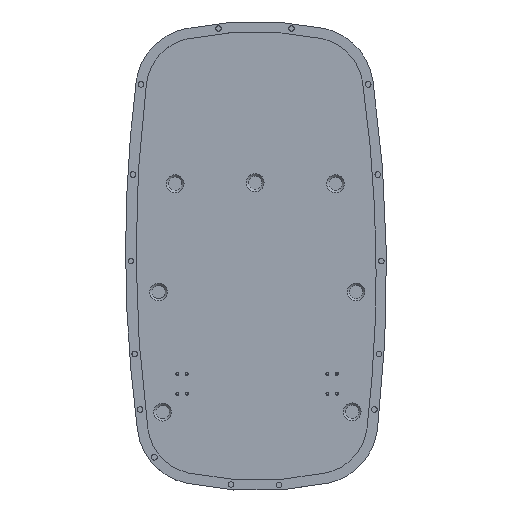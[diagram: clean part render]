
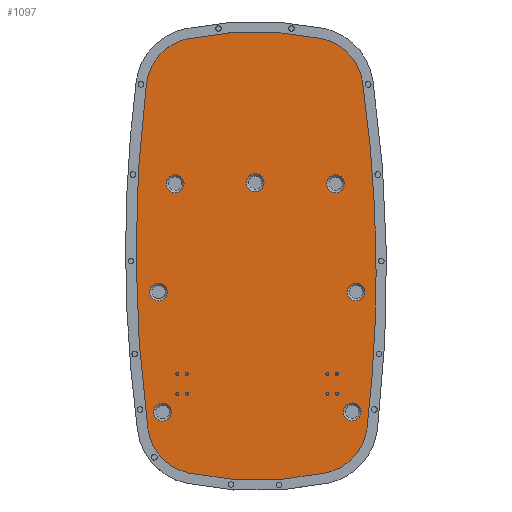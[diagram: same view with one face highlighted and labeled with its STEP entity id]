
A CAD part, top view. The second image highlights one B-rep face of the part: STEP entity #1097.
In plain terms, the highlighted planar face has unit normal (0, 0, 1).
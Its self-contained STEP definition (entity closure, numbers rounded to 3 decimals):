
#709=CARTESIAN_POINT('',(68.502,14.133,20.));
#710=VERTEX_POINT('',#709);
#717=CARTESIAN_POINT('',(-63.659,13.964,20.));
#718=VERTEX_POINT('',#717);
#719=CARTESIAN_POINT('',(2.034,316.924,20.));
#720=DIRECTION('',(0.,0.,1.));
#721=DIRECTION('',(1.,0.,-0.));
#722=AXIS2_PLACEMENT_3D('',#719,#720,#721);
#723=CIRCLE('',#722,310.);
#724=EDGE_CURVE('',#718,#710,#723,.T.);
#741=CARTESIAN_POINT('',(107.446,57.193,20.));
#742=VERTEX_POINT('',#741);
#749=CARTESIAN_POINT('',(57.781,62.97,20.));
#750=DIRECTION('',(0.,0.,1.));
#751=DIRECTION('',(1.,0.,-0.));
#752=AXIS2_PLACEMENT_3D('',#749,#750,#751);
#753=CIRCLE('',#752,50.);
#754=EDGE_CURVE('',#710,#742,#753,.T.);
#765=CARTESIAN_POINT('',(116.087,206.244,20.));
#766=VERTEX_POINT('',#765);
#774=CARTESIAN_POINT('',(103.147,388.495,20.));
#775=VERTEX_POINT('',#774);
#782=CARTESIAN_POINT('',(-1173.825,206.244,20.));
#783=DIRECTION('',(0.,0.,1.));
#784=DIRECTION('',(1.,0.,-0.));
#785=AXIS2_PLACEMENT_3D('',#782,#783,#784);
#786=CIRCLE('',#785,1289.912);
#787=EDGE_CURVE('',#766,#775,#786,.T.);
#798=CARTESIAN_POINT('',(63.878,430.373,20.));
#799=VERTEX_POINT('',#798);
#806=CARTESIAN_POINT('',(53.648,381.431,20.));
#807=DIRECTION('',(0.,0.,1.));
#808=DIRECTION('',(1.,0.,-0.));
#809=AXIS2_PLACEMENT_3D('',#806,#807,#808);
#810=CIRCLE('',#809,50.);
#811=EDGE_CURVE('',#775,#799,#810,.T.);
#823=CARTESIAN_POINT('',(-64.957,429.951,20.));
#824=VERTEX_POINT('',#823);
#831=CARTESIAN_POINT('',(0.455,126.93,20.));
#832=DIRECTION('',(0.,0.,1.));
#833=DIRECTION('',(1.,0.,-0.));
#834=AXIS2_PLACEMENT_3D('',#831,#832,#833);
#835=CIRCLE('',#834,310.);
#836=EDGE_CURVE('',#799,#824,#835,.T.);
#848=CARTESIAN_POINT('',(-104.02,387.284,20.));
#849=VERTEX_POINT('',#848);
#856=CARTESIAN_POINT('',(-54.407,381.076,20.));
#857=DIRECTION('',(0.,0.,1.));
#858=DIRECTION('',(1.,0.,-0.));
#859=AXIS2_PLACEMENT_3D('',#856,#857,#858);
#860=CIRCLE('',#859,50.);
#861=EDGE_CURVE('',#824,#849,#860,.T.);
#873=CARTESIAN_POINT('',(-102.623,56.203,20.));
#874=VERTEX_POINT('',#873);
#881=CARTESIAN_POINT('',(1175.913,227.142,20.));
#882=DIRECTION('',(0.,0.,1.));
#883=DIRECTION('',(1.,0.,-0.));
#884=AXIS2_PLACEMENT_3D('',#881,#882,#883);
#885=CIRCLE('',#884,1289.912);
#886=EDGE_CURVE('',#849,#874,#885,.T.);
#899=CARTESIAN_POINT('',(-53.063,62.829,20.));
#900=DIRECTION('',(0.,0.,1.));
#901=DIRECTION('',(1.,0.,-0.));
#902=AXIS2_PLACEMENT_3D('',#899,#900,#901);
#903=CIRCLE('',#902,50.);
#904=EDGE_CURVE('',#874,#718,#903,.T.);
#910=CARTESIAN_POINT('',(-110.765,18.685,20.));
#911=DIRECTION('',(0.,0.,1.));
#912=DIRECTION('',(1.,0.,0.));
#913=AXIS2_PLACEMENT_3D('',#910,#911,#912);
#914=PLANE('',#913);
#915=CARTESIAN_POINT('',(79.946,109.,20.));
#916=VERTEX_POINT('',#915);
#917=CARTESIAN_POINT('',(78.496,109.,20.));
#918=DIRECTION('',(0.,0.,1.));
#919=DIRECTION('',(1.,0.,-0.));
#920=AXIS2_PLACEMENT_3D('',#917,#918,#919);
#921=CIRCLE('',#920,1.45);
#922=EDGE_CURVE('',#916,#916,#921,.T.);
#923=ORIENTED_EDGE('',*,*,#922,.F.);
#924=EDGE_LOOP('',(#923));
#925=FACE_BOUND('',#924,.T.);
#926=CARTESIAN_POINT('',(70.946,90.,20.));
#927=VERTEX_POINT('',#926);
#928=CARTESIAN_POINT('',(69.496,90.,20.));
#929=DIRECTION('',(0.,0.,1.));
#930=DIRECTION('',(1.,0.,-0.));
#931=AXIS2_PLACEMENT_3D('',#928,#929,#930);
#932=CIRCLE('',#931,1.45);
#933=EDGE_CURVE('',#927,#927,#932,.T.);
#934=ORIENTED_EDGE('',*,*,#933,.F.);
#935=EDGE_LOOP('',(#934));
#936=FACE_BOUND('',#935,.T.);
#937=CARTESIAN_POINT('',(79.946,90.,20.));
#938=VERTEX_POINT('',#937);
#939=CARTESIAN_POINT('',(78.496,90.,20.));
#940=DIRECTION('',(0.,0.,1.));
#941=DIRECTION('',(1.,0.,-0.));
#942=AXIS2_PLACEMENT_3D('',#939,#940,#941);
#943=CIRCLE('',#942,1.45);
#944=EDGE_CURVE('',#938,#938,#943,.T.);
#945=ORIENTED_EDGE('',*,*,#944,.F.);
#946=EDGE_LOOP('',(#945));
#947=FACE_BOUND('',#946,.T.);
#948=CARTESIAN_POINT('',(70.946,109.,20.));
#949=VERTEX_POINT('',#948);
#950=CARTESIAN_POINT('',(69.496,109.,20.));
#951=DIRECTION('',(0.,0.,1.));
#952=DIRECTION('',(1.,0.,-0.));
#953=AXIS2_PLACEMENT_3D('',#950,#951,#952);
#954=CIRCLE('',#953,1.45);
#955=EDGE_CURVE('',#949,#949,#954,.T.);
#956=ORIENTED_EDGE('',*,*,#955,.F.);
#957=EDGE_LOOP('',(#956));
#958=FACE_BOUND('',#957,.T.);
#959=CARTESIAN_POINT('',(-63.923,109.,20.));
#960=VERTEX_POINT('',#959);
#961=CARTESIAN_POINT('',(-65.373,109.,20.));
#962=DIRECTION('',(0.,0.,1.));
#963=DIRECTION('',(1.,0.,-0.));
#964=AXIS2_PLACEMENT_3D('',#961,#962,#963);
#965=CIRCLE('',#964,1.45);
#966=EDGE_CURVE('',#960,#960,#965,.T.);
#967=ORIENTED_EDGE('',*,*,#966,.F.);
#968=EDGE_LOOP('',(#967));
#969=FACE_BOUND('',#968,.T.);
#970=CARTESIAN_POINT('',(-72.923,90.,20.));
#971=VERTEX_POINT('',#970);
#972=CARTESIAN_POINT('',(-74.373,90.,20.));
#973=DIRECTION('',(0.,0.,1.));
#974=DIRECTION('',(1.,0.,-0.));
#975=AXIS2_PLACEMENT_3D('',#972,#973,#974);
#976=CIRCLE('',#975,1.45);
#977=EDGE_CURVE('',#971,#971,#976,.T.);
#978=ORIENTED_EDGE('',*,*,#977,.F.);
#979=EDGE_LOOP('',(#978));
#980=FACE_BOUND('',#979,.T.);
#981=CARTESIAN_POINT('',(-72.923,109.,20.));
#982=VERTEX_POINT('',#981);
#983=CARTESIAN_POINT('',(-74.373,109.,20.));
#984=DIRECTION('',(0.,0.,1.));
#985=DIRECTION('',(1.,0.,-0.));
#986=AXIS2_PLACEMENT_3D('',#983,#984,#985);
#987=CIRCLE('',#986,1.45);
#988=EDGE_CURVE('',#982,#982,#987,.T.);
#989=ORIENTED_EDGE('',*,*,#988,.F.);
#990=EDGE_LOOP('',(#989));
#991=FACE_BOUND('',#990,.T.);
#992=CARTESIAN_POINT('',(-63.923,90.,20.));
#993=VERTEX_POINT('',#992);
#994=CARTESIAN_POINT('',(-65.373,90.,20.));
#995=DIRECTION('',(0.,0.,1.));
#996=DIRECTION('',(1.,0.,-0.));
#997=AXIS2_PLACEMENT_3D('',#994,#995,#996);
#998=CIRCLE('',#997,1.45);
#999=EDGE_CURVE('',#993,#993,#998,.T.);
#1000=ORIENTED_EDGE('',*,*,#999,.F.);
#1001=EDGE_LOOP('',(#1000));
#1002=FACE_BOUND('',#1001,.T.);
#1003=CARTESIAN_POINT('',(85.778,291.254,20.));
#1004=VERTEX_POINT('',#1003);
#1005=CARTESIAN_POINT('',(77.278,291.254,20.));
#1006=DIRECTION('',(0.,0.,1.));
#1007=DIRECTION('',(1.,0.,-0.));
#1008=AXIS2_PLACEMENT_3D('',#1005,#1006,#1007);
#1009=CIRCLE('',#1008,8.5);
#1010=EDGE_CURVE('',#1004,#1004,#1009,.T.);
#1011=ORIENTED_EDGE('',*,*,#1010,.F.);
#1012=EDGE_LOOP('',(#1011));
#1013=FACE_BOUND('',#1012,.T.);
#1014=CARTESIAN_POINT('',(-79.977,72.27,20.));
#1015=VERTEX_POINT('',#1014);
#1016=CARTESIAN_POINT('',(-88.477,72.27,20.));
#1017=DIRECTION('',(0.,0.,1.));
#1018=DIRECTION('',(1.,0.,-0.));
#1019=AXIS2_PLACEMENT_3D('',#1016,#1017,#1018);
#1020=CIRCLE('',#1019,8.5);
#1021=EDGE_CURVE('',#1015,#1015,#1020,.T.);
#1022=ORIENTED_EDGE('',*,*,#1021,.F.);
#1023=EDGE_LOOP('',(#1022));
#1024=FACE_BOUND('',#1023,.T.);
#1025=CARTESIAN_POINT('',(101.725,72.7,20.));
#1026=VERTEX_POINT('',#1025);
#1027=CARTESIAN_POINT('',(93.225,72.7,20.));
#1028=DIRECTION('',(0.,0.,1.));
#1029=DIRECTION('',(1.,0.,-0.));
#1030=AXIS2_PLACEMENT_3D('',#1027,#1028,#1029);
#1031=CIRCLE('',#1030,8.5);
#1032=EDGE_CURVE('',#1026,#1026,#1031,.T.);
#1033=ORIENTED_EDGE('',*,*,#1032,.F.);
#1034=EDGE_LOOP('',(#1033));
#1035=FACE_BOUND('',#1034,.T.);
#1036=CARTESIAN_POINT('',(-83.867,187.374,20.));
#1037=VERTEX_POINT('',#1036);
#1038=CARTESIAN_POINT('',(-92.367,187.374,20.));
#1039=DIRECTION('',(0.,0.,1.));
#1040=DIRECTION('',(1.,0.,-0.));
#1041=AXIS2_PLACEMENT_3D('',#1038,#1039,#1040);
#1042=CIRCLE('',#1041,8.5);
#1043=EDGE_CURVE('',#1037,#1037,#1042,.T.);
#1044=ORIENTED_EDGE('',*,*,#1043,.F.);
#1045=EDGE_LOOP('',(#1044));
#1046=FACE_BOUND('',#1045,.T.);
#1047=CARTESIAN_POINT('',(8.758,292.254,20.));
#1048=VERTEX_POINT('',#1047);
#1049=CARTESIAN_POINT('',(0.258,292.254,20.));
#1050=DIRECTION('',(0.,0.,1.));
#1051=DIRECTION('',(1.,0.,-0.));
#1052=AXIS2_PLACEMENT_3D('',#1049,#1050,#1051);
#1053=CIRCLE('',#1052,8.5);
#1054=EDGE_CURVE('',#1048,#1048,#1053,.T.);
#1055=ORIENTED_EDGE('',*,*,#1054,.F.);
#1056=EDGE_LOOP('',(#1055));
#1057=FACE_BOUND('',#1056,.T.);
#1058=CARTESIAN_POINT('',(105.403,187.581,20.));
#1059=VERTEX_POINT('',#1058);
#1060=CARTESIAN_POINT('',(96.903,187.581,20.));
#1061=DIRECTION('',(0.,0.,1.));
#1062=DIRECTION('',(1.,0.,-0.));
#1063=AXIS2_PLACEMENT_3D('',#1060,#1061,#1062);
#1064=CIRCLE('',#1063,8.5);
#1065=EDGE_CURVE('',#1059,#1059,#1064,.T.);
#1066=ORIENTED_EDGE('',*,*,#1065,.F.);
#1067=EDGE_LOOP('',(#1066));
#1068=FACE_BOUND('',#1067,.T.);
#1069=CARTESIAN_POINT('',(-67.974,291.254,20.));
#1070=VERTEX_POINT('',#1069);
#1071=CARTESIAN_POINT('',(-76.474,291.254,20.));
#1072=DIRECTION('',(0.,0.,1.));
#1073=DIRECTION('',(1.,0.,-0.));
#1074=AXIS2_PLACEMENT_3D('',#1071,#1072,#1073);
#1075=CIRCLE('',#1074,8.5);
#1076=EDGE_CURVE('',#1070,#1070,#1075,.T.);
#1077=ORIENTED_EDGE('',*,*,#1076,.F.);
#1078=EDGE_LOOP('',(#1077));
#1079=FACE_BOUND('',#1078,.T.);
#1080=ORIENTED_EDGE('',*,*,#724,.T.);
#1081=ORIENTED_EDGE('',*,*,#754,.T.);
#1082=CARTESIAN_POINT('',(-1173.825,206.244,20.));
#1083=DIRECTION('',(0.,0.,1.));
#1084=DIRECTION('',(1.,0.,-0.));
#1085=AXIS2_PLACEMENT_3D('',#1082,#1083,#1084);
#1086=CIRCLE('',#1085,1289.912);
#1087=EDGE_CURVE('',#742,#766,#1086,.T.);
#1088=ORIENTED_EDGE('',*,*,#1087,.T.);
#1089=ORIENTED_EDGE('',*,*,#787,.T.);
#1090=ORIENTED_EDGE('',*,*,#811,.T.);
#1091=ORIENTED_EDGE('',*,*,#836,.T.);
#1092=ORIENTED_EDGE('',*,*,#861,.T.);
#1093=ORIENTED_EDGE('',*,*,#886,.T.);
#1094=ORIENTED_EDGE('',*,*,#904,.T.);
#1095=EDGE_LOOP('',(#1080,#1081,#1088,#1089,#1090,#1091,#1092,#1093,#1094));
#1096=FACE_BOUND('',#1095,.T.);
#1097=ADVANCED_FACE('',(#925,#936,#947,#958,#969,#980,#991,#1002,#1013,#1024,#1035,#1046,#1057,#1068,#1079,#1096),#914,.T.);
